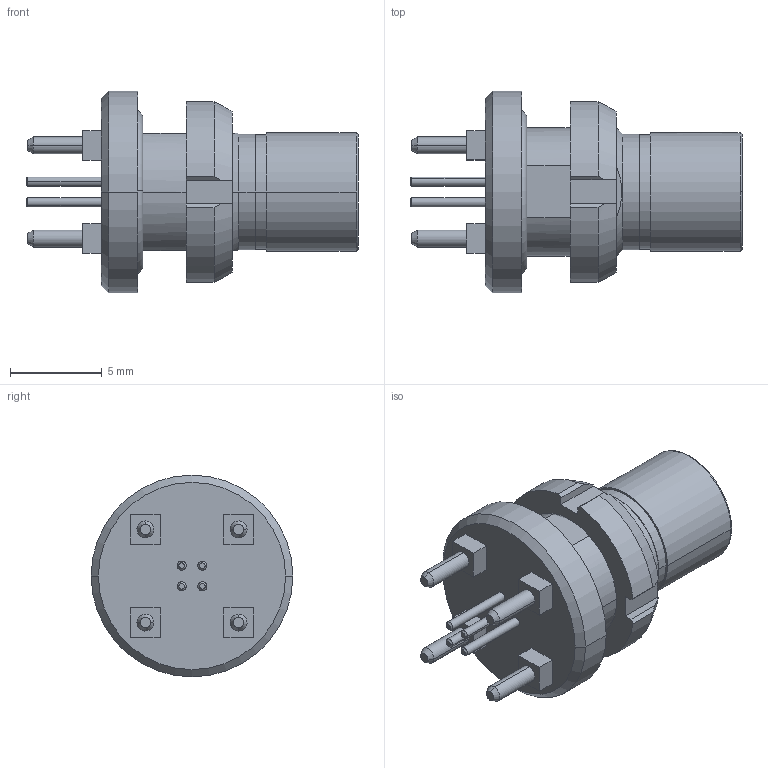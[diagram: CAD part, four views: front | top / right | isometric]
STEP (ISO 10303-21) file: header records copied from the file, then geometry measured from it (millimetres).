
FILE_DESCRIPTION(('STEP AP242'),'1');
FILE_NAME('hen_ff_304_xlnp.stp','2024-04-09T09:02:24',('TraceParts'),('TraceParts S.A.'),'Spatial InterOp 3D',' ',' ');
FILE_SCHEMA(('AP242_MANAGED_MODEL_BASED_3D_ENGINEERING_MIM_LF {1 0 10303 442 1 1 4}'));
Length unit declared in the file: millimetre
Products named in the file (1): hen_ff_304_xlnp_1
Bounding box: 18.1 x 11 x 11 mm (x, y, z)
Volume: 712.7 mm3; surface area: 860.4 mm2
Topology: 2 solids, 6 shells, 152 faces, 348 edges, 224 vertices
Faces by surface type: plane 62, cylinder 46, cone 36, torus 8
Entity records: 5400 total; most frequent: CARTESIAN_POINT 964, DIRECTION 752, ORIENTED_EDGE 696, EDGE_CURVE 348, AXIS2_PLACEMENT_3D 285, VERTEX_POINT 224, LINE 182, VECTOR 182
